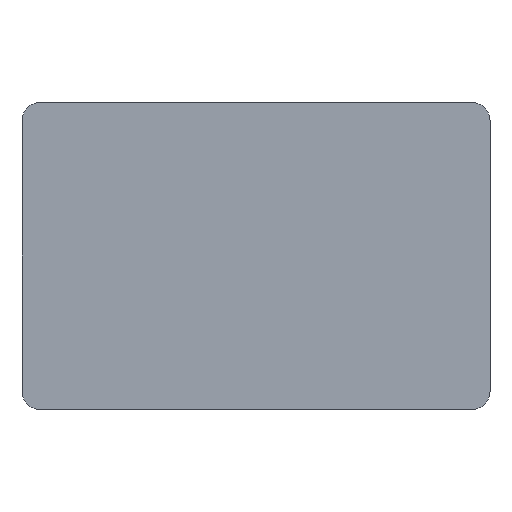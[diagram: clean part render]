
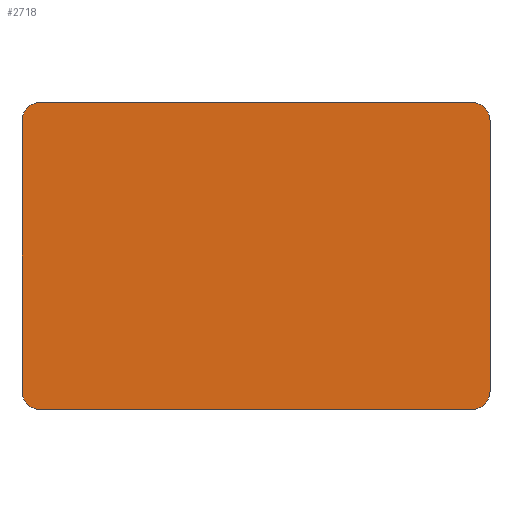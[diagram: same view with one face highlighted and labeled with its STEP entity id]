
A CAD part, front view. The second image highlights one B-rep face of the part: STEP entity #2718.
In plain terms, the highlighted planar face has unit normal (0, -1, 0).
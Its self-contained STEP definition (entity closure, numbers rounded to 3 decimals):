
#191 = EDGE_CURVE ( 'NONE', #7912, #3415, #11068, .T. ) ;
#356 = CARTESIAN_POINT ( 'NONE',  ( -23.5, -1., 16.75 ) ) ;
#524 = CARTESIAN_POINT ( 'NONE',  ( -25.5, -1., -14.75 ) ) ;
#766 = DIRECTION ( 'NONE',  ( 0., 0., -1. ) ) ;
#819 = CARTESIAN_POINT ( 'NONE',  ( 23.5, -1., 14.75 ) ) ;
#1142 = CARTESIAN_POINT ( 'NONE',  ( -23.5, -1., 14.75 ) ) ;
#1284 = AXIS2_PLACEMENT_3D ( 'NONE', #1142, #5487, #13197 ) ;
#1717 = CARTESIAN_POINT ( 'NONE',  ( -23.5, -1., -14.75 ) ) ;
#1795 = CIRCLE ( 'NONE', #9319, 2. ) ;
#1933 = VERTEX_POINT ( 'NONE', #9610 ) ;
#2016 = AXIS2_PLACEMENT_3D ( 'NONE', #13425, #12351, #5628 ) ;
#2244 = EDGE_CURVE ( 'NONE', #2604, #5001, #8605, .T. ) ;
#2604 = VERTEX_POINT ( 'NONE', #8843 ) ;
#2669 = CARTESIAN_POINT ( 'NONE',  ( -23.5, -1., -16.75 ) ) ;
#2718 = ADVANCED_FACE ( 'NONE', ( #9137 ), #5928, .T. ) ;
#2814 = EDGE_CURVE ( 'NONE', #13728, #4271, #7274, .T. ) ;
#2992 = DIRECTION ( 'NONE',  ( 1., 0., 0. ) ) ;
#3025 = EDGE_CURVE ( 'NONE', #3415, #8504, #6188, .T. ) ;
#3088 = DIRECTION ( 'NONE',  ( 0., -1., 0. ) ) ;
#3100 = DIRECTION ( 'NONE',  ( 0., -1., 0. ) ) ;
#3415 = VERTEX_POINT ( 'NONE', #10241 ) ;
#3650 = LINE ( 'NONE', #10344, #8662 ) ;
#4271 = VERTEX_POINT ( 'NONE', #10467 ) ;
#4451 = ORIENTED_EDGE ( 'NONE', *, *, #10403, .T. ) ;
#4527 = CIRCLE ( 'NONE', #2016, 2. ) ;
#4685 = ORIENTED_EDGE ( 'NONE', *, *, #2814, .T. ) ;
#4977 = CARTESIAN_POINT ( 'NONE',  ( -25.5, -1., 14.75 ) ) ;
#5001 = VERTEX_POINT ( 'NONE', #13869 ) ;
#5487 = DIRECTION ( 'NONE',  ( 0., -1., 0. ) ) ;
#5628 = DIRECTION ( 'NONE',  ( 0., 0., -1. ) ) ;
#5654 = VECTOR ( 'NONE', #766, 1000. ) ;
#5928 = PLANE ( 'NONE',  #7021 ) ;
#6065 = DIRECTION ( 'NONE',  ( 0., 0., -1. ) ) ;
#6188 = LINE ( 'NONE', #4977, #5654 ) ;
#6329 = AXIS2_PLACEMENT_3D ( 'NONE', #819, #3100, #9593 ) ;
#6569 = ORIENTED_EDGE ( 'NONE', *, *, #2244, .T. ) ;
#6993 = DIRECTION ( 'NONE',  ( 0., 0., 1. ) ) ;
#7021 = AXIS2_PLACEMENT_3D ( 'NONE', #1717, #9060, #6065 ) ;
#7152 = EDGE_LOOP ( 'NONE', ( #10500, #4685, #12020, #4451, #6569, #12217, #10985, #12208 ) ) ;
#7161 = CARTESIAN_POINT ( 'NONE',  ( 23.5, -1., 16.75 ) ) ;
#7274 = LINE ( 'NONE', #11624, #7482 ) ;
#7371 = CARTESIAN_POINT ( 'NONE',  ( 23.5, -1., -14.75 ) ) ;
#7469 = EDGE_CURVE ( 'NONE', #4271, #1933, #1795, .T. ) ;
#7482 = VECTOR ( 'NONE', #2992, 1000. ) ;
#7558 = VECTOR ( 'NONE', #11513, 1000. ) ;
#7872 = EDGE_CURVE ( 'NONE', #8504, #13728, #4527, .T. ) ;
#7912 = VERTEX_POINT ( 'NONE', #356 ) ;
#8302 = DIRECTION ( 'NONE',  ( 0., 0., -1. ) ) ;
#8504 = VERTEX_POINT ( 'NONE', #524 ) ;
#8605 = CIRCLE ( 'NONE', #6329, 2. ) ;
#8662 = VECTOR ( 'NONE', #6993, 1000. ) ;
#8843 = CARTESIAN_POINT ( 'NONE',  ( 25.5, -1., 14.75 ) ) ;
#9060 = DIRECTION ( 'NONE',  ( 0., -1., 0. ) ) ;
#9137 = FACE_OUTER_BOUND ( 'NONE', #7152, .T. ) ;
#9319 = AXIS2_PLACEMENT_3D ( 'NONE', #7371, #3088, #8302 ) ;
#9593 = DIRECTION ( 'NONE',  ( 0., 0., -1. ) ) ;
#9610 = CARTESIAN_POINT ( 'NONE',  ( 25.5, -1., -14.75 ) ) ;
#10241 = CARTESIAN_POINT ( 'NONE',  ( -25.5, -1., 14.75 ) ) ;
#10344 = CARTESIAN_POINT ( 'NONE',  ( 25.5, -1., -14.75 ) ) ;
#10403 = EDGE_CURVE ( 'NONE', #1933, #2604, #3650, .T. ) ;
#10467 = CARTESIAN_POINT ( 'NONE',  ( 23.5, -1., -16.75 ) ) ;
#10500 = ORIENTED_EDGE ( 'NONE', *, *, #7872, .T. ) ;
#10633 = LINE ( 'NONE', #7161, #7558 ) ;
#10985 = ORIENTED_EDGE ( 'NONE', *, *, #191, .T. ) ;
#11068 = CIRCLE ( 'NONE', #1284, 2. ) ;
#11513 = DIRECTION ( 'NONE',  ( -1., 0., 0. ) ) ;
#11624 = CARTESIAN_POINT ( 'NONE',  ( -23.5, -1., -16.75 ) ) ;
#12020 = ORIENTED_EDGE ( 'NONE', *, *, #7469, .T. ) ;
#12208 = ORIENTED_EDGE ( 'NONE', *, *, #3025, .T. ) ;
#12217 = ORIENTED_EDGE ( 'NONE', *, *, #12923, .T. ) ;
#12351 = DIRECTION ( 'NONE',  ( 0., -1., 0. ) ) ;
#12923 = EDGE_CURVE ( 'NONE', #5001, #7912, #10633, .T. ) ;
#13197 = DIRECTION ( 'NONE',  ( 0., 0., -1. ) ) ;
#13425 = CARTESIAN_POINT ( 'NONE',  ( -23.5, -1., -14.75 ) ) ;
#13728 = VERTEX_POINT ( 'NONE', #2669 ) ;
#13869 = CARTESIAN_POINT ( 'NONE',  ( 23.5, -1., 16.75 ) ) ;
